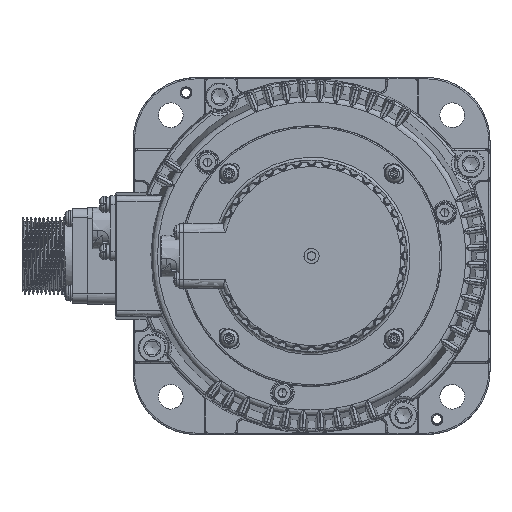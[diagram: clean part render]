
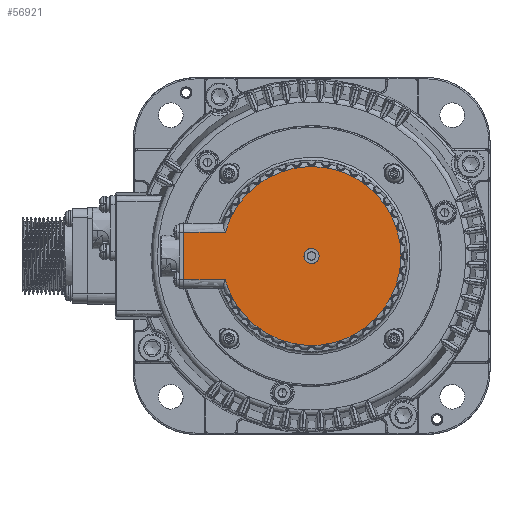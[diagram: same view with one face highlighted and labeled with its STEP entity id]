
A CAD part, left-side view. The second image highlights one B-rep face of the part: STEP entity #56921.
In plain terms, the highlighted free-form (B-spline) face has degree [1, 1] with [2, 2] control points.
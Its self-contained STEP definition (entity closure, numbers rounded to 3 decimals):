
#317=CARTESIAN_POINT('',(-186.7,46.5,8.617));
#318=VERTEX_POINT('',#317);
#319=CARTESIAN_POINT('',(-186.7,46.5,-8.617));
#320=VERTEX_POINT('',#319);
#321=CARTESIAN_POINT('',(-186.7,46.5,8.617));
#322=CARTESIAN_POINT('',(-186.7,46.5,-8.617));
#323=B_SPLINE_CURVE_WITH_KNOTS('',1,(#321,#322),.POLYLINE_FORM.,.F.,.U.,(2,2),(0.,1.),.UNSPECIFIED.);
#324=EDGE_CURVE('',#318,#320,#323,.T.);
#52685=CARTESIAN_POINT('',(-186.7,31.414,8.617));
#52686=VERTEX_POINT('',#52685);
#52695=CARTESIAN_POINT('',(-186.7,31.414,-8.617));
#52696=VERTEX_POINT('',#52695);
#52697=CARTESIAN_POINT('',(-186.7,31.414,8.617));
#52698=CARTESIAN_POINT('',(-186.7,19.159,53.294));
#52699=CARTESIAN_POINT('',(-186.7,-18.737,26.647));
#52700=CARTESIAN_POINT('',(-186.7,-56.633,0.));
#52701=CARTESIAN_POINT('',(-186.7,-18.737,-26.647));
#52702=CARTESIAN_POINT('',(-186.7,19.159,-53.294));
#52703=CARTESIAN_POINT('',(-186.7,31.414,-8.617));
#52704=(BOUNDED_CURVE()B_SPLINE_CURVE(2,(#52697,#52698,#52699,#52700,#52701,#52702,#52703),.CIRCULAR_ARC.,.F.,.U.)B_SPLINE_CURVE_WITH_KNOTS((3,2,2,3),(0.,0.333,0.667,1.),.UNSPECIFIED.)CURVE()GEOMETRIC_REPRESENTATION_ITEM()RATIONAL_B_SPLINE_CURVE((1.,0.575,1.,0.575,1.,0.575,1.))REPRESENTATION_ITEM(''));
#52705=EDGE_CURVE('',#52686,#52696,#52704,.T.);
#56868=CARTESIAN_POINT('',(-186.7,-33.049,32.966));
#56869=CARTESIAN_POINT('',(-186.7,-33.049,-32.966));
#56870=CARTESIAN_POINT('',(-186.7,46.5,32.966));
#56871=CARTESIAN_POINT('',(-186.7,46.5,-32.966));
#56872=B_SPLINE_SURFACE_WITH_KNOTS('',1,1,((#56868,#56869),(#56870,#56871)),.PLANE_SURF.,.F.,.F.,.U.,(2,2),(2,2),(0.,1.),(0.,1.),.UNSPECIFIED.);
#56873=ORIENTED_EDGE('',*,*,#52705,.F.);
#56874=CARTESIAN_POINT('',(-186.7,46.5,8.617));
#56875=CARTESIAN_POINT('',(-186.7,31.414,8.617));
#56876=B_SPLINE_CURVE_WITH_KNOTS('',1,(#56874,#56875),.POLYLINE_FORM.,.F.,.U.,(2,2),(0.,1.),.UNSPECIFIED.);
#56877=EDGE_CURVE('',#318,#52686,#56876,.T.);
#56878=ORIENTED_EDGE('',*,*,#56877,.F.);
#56879=ORIENTED_EDGE('',*,*,#324,.T.);
#56880=CARTESIAN_POINT('',(-186.7,31.414,-8.617));
#56881=CARTESIAN_POINT('',(-186.7,46.5,-8.617));
#56882=B_SPLINE_CURVE_WITH_KNOTS('',1,(#56880,#56881),.POLYLINE_FORM.,.F.,.U.,(2,2),(0.,1.),.UNSPECIFIED.);
#56883=EDGE_CURVE('',#52696,#320,#56882,.T.);
#56884=ORIENTED_EDGE('',*,*,#56883,.F.);
#56885=EDGE_LOOP('',(#56873,#56878,#56879,#56884));
#56886=FACE_OUTER_BOUND('',#56885,.T.);
#56887=CARTESIAN_POINT('',(-186.7,2.75,0.));
#56888=VERTEX_POINT('',#56887);
#56889=CARTESIAN_POINT('',(-186.7,-2.75,0.));
#56890=VERTEX_POINT('',#56889);
#56891=CARTESIAN_POINT('',(-186.7,2.75,0.));
#56892=CARTESIAN_POINT('',(-186.7,2.75,0.547));
#56893=CARTESIAN_POINT('',(-186.7,2.541,1.052));
#56894=CARTESIAN_POINT('',(-186.7,2.331,1.558));
#56895=CARTESIAN_POINT('',(-186.7,1.945,1.945));
#56896=CARTESIAN_POINT('',(-186.7,1.558,2.331));
#56897=CARTESIAN_POINT('',(-186.7,1.052,2.541));
#56898=CARTESIAN_POINT('',(-186.7,0.547,2.75));
#56899=CARTESIAN_POINT('',(-186.7,0.,2.75));
#56900=CARTESIAN_POINT('',(-186.7,-0.547,2.75));
#56901=CARTESIAN_POINT('',(-186.7,-1.052,2.541));
#56902=CARTESIAN_POINT('',(-186.7,-1.558,2.331));
#56903=CARTESIAN_POINT('',(-186.7,-1.945,1.945));
#56904=CARTESIAN_POINT('',(-186.7,-2.331,1.558));
#56905=CARTESIAN_POINT('',(-186.7,-2.541,1.052));
#56906=CARTESIAN_POINT('',(-186.7,-2.75,0.547));
#56907=CARTESIAN_POINT('',(-186.7,-2.75,0.));
#56908=B_SPLINE_CURVE_WITH_KNOTS('',2,(#56891,#56892,#56893,#56894,#56895,#56896,#56897,#56898,#56899,#56900,#56901,#56902,#56903,#56904,#56905,#56906,#56907),.UNSPECIFIED.,.F.,.U.,(3,2,2,2,2,2,2,2,3),(0.5,0.563,0.625,0.688,0.75,0.813,0.875,0.938,1.),.UNSPECIFIED.);
#56909=EDGE_CURVE('',#56888,#56890,#56908,.T.);
#56910=ORIENTED_EDGE('',*,*,#56909,.T.);
#56911=CARTESIAN_POINT('',(-186.7,-2.75,0.));
#56912=CARTESIAN_POINT('',(-186.7,-2.75,-2.75));
#56913=CARTESIAN_POINT('',(-186.7,0.,-2.75));
#56914=CARTESIAN_POINT('',(-186.7,2.75,-2.75));
#56915=CARTESIAN_POINT('',(-186.7,2.75,0.));
#56916=(BOUNDED_CURVE()B_SPLINE_CURVE(2,(#56911,#56912,#56913,#56914,#56915),.CIRCULAR_ARC.,.F.,.U.)B_SPLINE_CURVE_WITH_KNOTS((3,2,3),(0.,0.5,1.),.UNSPECIFIED.)CURVE()GEOMETRIC_REPRESENTATION_ITEM()RATIONAL_B_SPLINE_CURVE((1.,0.707,1.,0.707,1.))REPRESENTATION_ITEM(''));
#56917=EDGE_CURVE('',#56890,#56888,#56916,.T.);
#56918=ORIENTED_EDGE('',*,*,#56917,.T.);
#56919=EDGE_LOOP('',(#56910,#56918));
#56920=FACE_BOUND('',#56919,.T.);
#56921=ADVANCED_FACE('',(#56886,#56920),#56872,.T.);
